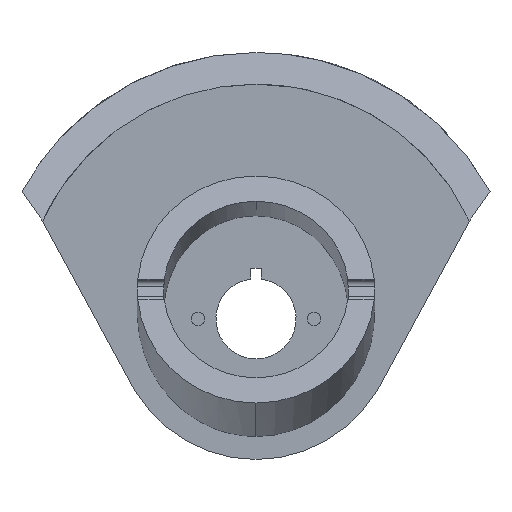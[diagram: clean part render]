
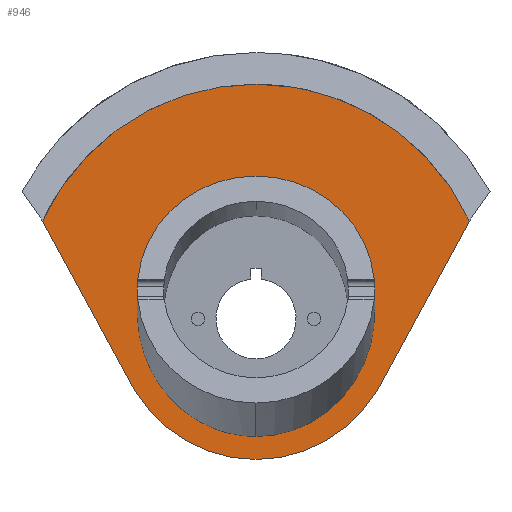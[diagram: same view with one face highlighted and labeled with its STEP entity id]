
A CAD part, front view. The second image highlights one B-rep face of the part: STEP entity #946.
In plain terms, the highlighted planar face has unit normal (0, -1, 0).
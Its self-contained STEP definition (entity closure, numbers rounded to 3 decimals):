
#2 = AXIS2_PLACEMENT_3D ( 'NONE', #902, #1139, #74 ) ;
#74 = DIRECTION ( 'NONE',  ( 0., 0., 1. ) ) ;
#129 = AXIS2_PLACEMENT_3D ( 'NONE', #408, #1013, #536 ) ;
#135 = CARTESIAN_POINT ( 'NONE',  ( 90., -8., 49.502 ) ) ;
#139 = CARTESIAN_POINT ( 'NONE',  ( -90., -8., -44.61 ) ) ;
#152 = EDGE_CURVE ( 'NONE', #826, #1284, #1350, .T. ) ;
#153 = VERTEX_POINT ( 'NONE', #560 ) ;
#178 = FACE_OUTER_BOUND ( 'NONE', #669, .T. ) ;
#179 = EDGE_CURVE ( 'NONE', #1485, #153, #1282, .T. ) ;
#182 = CARTESIAN_POINT ( 'NONE',  ( 0., -8., 0. ) ) ;
#196 = DIRECTION ( 'NONE',  ( 0., 1., 0. ) ) ;
#241 = VECTOR ( 'NONE', #297, 1000. ) ;
#244 = CARTESIAN_POINT ( 'NONE',  ( 0., -8., -44.61 ) ) ;
#297 = DIRECTION ( 'NONE',  ( -0.478, 0., -0.878 ) ) ;
#300 = VECTOR ( 'NONE', #738, 1000. ) ;
#327 = CARTESIAN_POINT ( 'NONE',  ( 0., -8., 89. ) ) ;
#356 = CARTESIAN_POINT ( 'NONE',  ( 0., -8., -44.61 ) ) ;
#360 = CARTESIAN_POINT ( 'NONE',  ( 90., -8., -44.61 ) ) ;
#408 = CARTESIAN_POINT ( 'NONE',  ( 0., -8., 0. ) ) ;
#435 = EDGE_CURVE ( 'NONE', #458, #529, #546, .T. ) ;
#454 = ORIENTED_EDGE ( 'NONE', *, *, #736, .F. ) ;
#458 = VERTEX_POINT ( 'NONE', #771 ) ;
#482 = EDGE_CURVE ( 'NONE', #153, #1156, #1152, .T. ) ;
#498 = CARTESIAN_POINT ( 'NONE',  ( 0., -8., 49.502 ) ) ;
#514 = CARTESIAN_POINT ( 'NONE',  ( -46., -8., -27. ) ) ;
#529 = VERTEX_POINT ( 'NONE', #1419 ) ;
#536 = DIRECTION ( 'NONE',  ( 0., 0., 1. ) ) ;
#546 = LINE ( 'NONE', #1403, #241 ) ;
#560 = CARTESIAN_POINT ( 'NONE',  ( -80.904, -8., 37.088 ) ) ;
#592 = FACE_BOUND ( 'NONE', #1373, .T. ) ;
#604 = CARTESIAN_POINT ( 'NONE',  ( -46., -8., -27. ) ) ;
#635 = ORIENTED_EDGE ( 'NONE', *, *, #435, .F. ) ;
#669 = EDGE_LOOP ( 'NONE', ( #1428, #968, #952, #635, #1080 ) ) ;
#695 = CIRCLE ( 'NONE', #979, 89. ) ;
#736 = EDGE_CURVE ( 'NONE', #1284, #826, #1047, .T. ) ;
#738 = DIRECTION ( 'NONE',  ( -0.478, 0., 0.878 ) ) ;
#771 = CARTESIAN_POINT ( 'NONE',  ( 80.904, -8., 37.088 ) ) ;
#792 = PLANE ( 'NONE',  #2 ) ;
#826 = VERTEX_POINT ( 'NONE', #498 ) ;
#851 = CARTESIAN_POINT ( 'NONE',  ( -90., -8., 49.502 ) ) ;
#901 = EDGE_CURVE ( 'NONE', #1156, #458, #695, .T. ) ;
#902 = CARTESIAN_POINT ( 'NONE',  ( 0., -8., 0. ) ) ;
#941 = EDGE_CURVE ( 'NONE', #529, #1485, #993, .T. ) ;
#946 = ADVANCED_FACE ( 'NONE', ( #592, #178 ), #792, .F. ) ;
#952 = ORIENTED_EDGE ( 'NONE', *, *, #941, .F. ) ;
#968 = ORIENTED_EDGE ( 'NONE', *, *, #179, .F. ) ;
#979 = AXIS2_PLACEMENT_3D ( 'NONE', #1263, #1147, #1523 ) ;
#993 = CIRCLE ( 'NONE', #1007, 53.339 ) ;
#1007 = AXIS2_PLACEMENT_3D ( 'NONE', #182, #196, #1011 ) ;
#1011 = DIRECTION ( 'NONE',  ( 0., 0., -1. ) ) ;
#1013 = DIRECTION ( 'NONE',  ( 0., 1., 0. ) ) ;
#1047 =( BOUNDED_CURVE ( )  B_SPLINE_CURVE ( 3, ( #356, #360, #135, #1231 ),
 .UNSPECIFIED., .F., .F. ) 
 B_SPLINE_CURVE_WITH_KNOTS ( ( 4, 4 ),
 ( 3.142, 6.283 ),
 .UNSPECIFIED. ) 
 CURVE ( )  GEOMETRIC_REPRESENTATION_ITEM ( )  RATIONAL_B_SPLINE_CURVE ( ( 1., 0.333, 0.333, 1. ) ) 
 REPRESENTATION_ITEM ( '' )  );
#1080 = ORIENTED_EDGE ( 'NONE', *, *, #901, .F. ) ;
#1139 = DIRECTION ( 'NONE',  ( 0., 1., 0. ) ) ;
#1147 = DIRECTION ( 'NONE',  ( 0., 1., 0. ) ) ;
#1152 = CIRCLE ( 'NONE', #129, 89. ) ;
#1156 = VERTEX_POINT ( 'NONE', #327 ) ;
#1221 = CARTESIAN_POINT ( 'NONE',  ( 0., -8., 49.502 ) ) ;
#1231 = CARTESIAN_POINT ( 'NONE',  ( 0., -8., 49.502 ) ) ;
#1263 = CARTESIAN_POINT ( 'NONE',  ( 0., -8., 0. ) ) ;
#1282 = LINE ( 'NONE', #604, #300 ) ;
#1284 = VERTEX_POINT ( 'NONE', #244 ) ;
#1324 = ORIENTED_EDGE ( 'NONE', *, *, #152, .F. ) ;
#1350 =( BOUNDED_CURVE ( )  B_SPLINE_CURVE ( 3, ( #1221, #851, #139, #1452 ),
 .UNSPECIFIED., .F., .F. ) 
 B_SPLINE_CURVE_WITH_KNOTS ( ( 4, 4 ),
 ( 0., 3.142 ),
 .UNSPECIFIED. ) 
 CURVE ( )  GEOMETRIC_REPRESENTATION_ITEM ( )  RATIONAL_B_SPLINE_CURVE ( ( 1., 0.333, 0.333, 1. ) ) 
 REPRESENTATION_ITEM ( '' )  );
#1373 = EDGE_LOOP ( 'NONE', ( #454, #1324 ) ) ;
#1403 = CARTESIAN_POINT ( 'NONE',  ( 46., -8., -27. ) ) ;
#1419 = CARTESIAN_POINT ( 'NONE',  ( 46., -8., -27. ) ) ;
#1428 = ORIENTED_EDGE ( 'NONE', *, *, #482, .F. ) ;
#1452 = CARTESIAN_POINT ( 'NONE',  ( 0., -8., -44.61 ) ) ;
#1485 = VERTEX_POINT ( 'NONE', #514 ) ;
#1523 = DIRECTION ( 'NONE',  ( 0., 0., 1. ) ) ;
